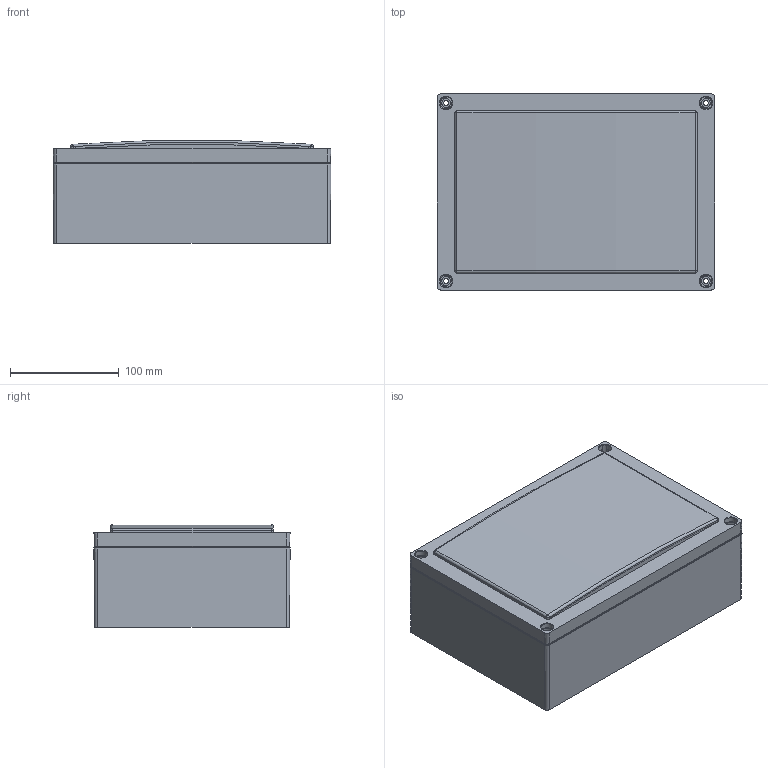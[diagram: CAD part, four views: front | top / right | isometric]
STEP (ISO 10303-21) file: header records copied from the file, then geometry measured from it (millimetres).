
FILE_DESCRIPTION (( 'STEP AP214' ), '1' );
FILE_NAME ('ULPCM20088XT.STEP', '2025-10-09T16:12:50', ( '' ), ( '' ), 'SwSTEP 2.0', 'SolidWorks 2024', '' );
FILE_SCHEMA (( 'AUTOMOTIVE_DESIGN' ));
Length unit declared in the file: millimetre
Products named in the file (1): ULPCM20088XT
Bounding box: 255.17 x 180.17 x 94.57 mm (x, y, z)
Volume: 709906.7 mm3; surface area: 340471.8 mm2
Topology: 2 solids, 2 shells, 339 faces, 769 edges, 486 vertices
Faces by surface type: plane 177, cylinder 122, cone 28, sphere 8, torus 4
Full cylindrical faces by diameter (mm): 2.516 x8, 3.2 x20, 4.5 x4, 7.19 x12, 8 x4, 9.184 x8, 11.384 x1, 11.392 x1
Entity records: 9151 total; most frequent: DIRECTION 1645, CARTESIAN_POINT 1547, ORIENTED_EDGE 1386, EDGE_CURVE 693, AXIS2_PLACEMENT_3D 618, VERTEX_POINT 484, EDGE_LOOP 481, VECTOR 409
